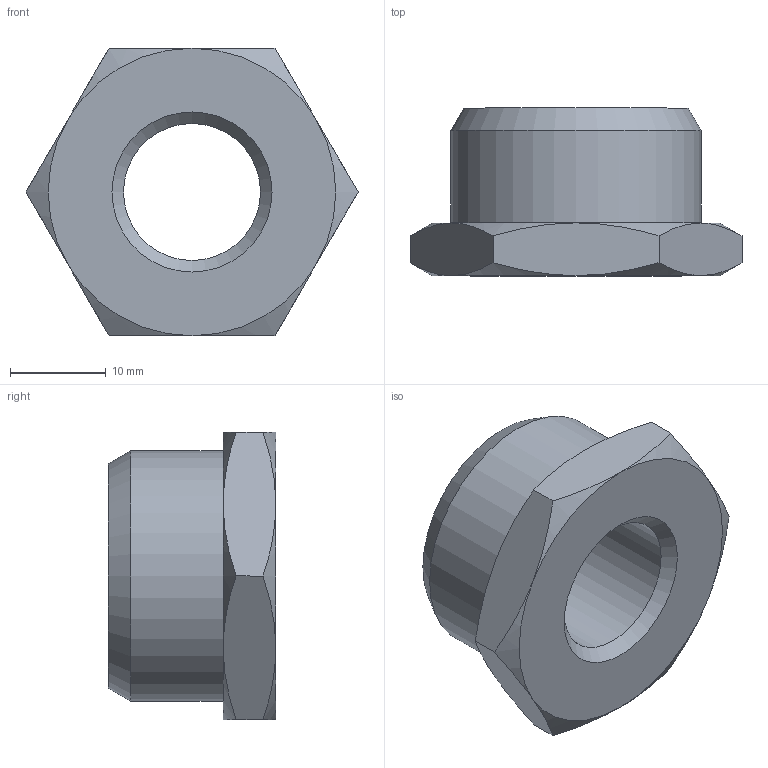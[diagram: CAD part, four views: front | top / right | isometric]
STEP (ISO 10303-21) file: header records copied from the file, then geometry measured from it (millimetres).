
FILE_DESCRIPTION (( 'STEP AP214' ), '1' );
FILE_NAME ('020900001AL00A.STEP', '2013-09-02T14:23:12', ( 'ST01' ), ( '' ), 'SwSTEP 2.0', 'SolidWorks 2012', '' );
FILE_SCHEMA (( 'AUTOMOTIVE_DESIGN' ));
Length unit declared in the file: millimetre
Products named in the file (1): 020900001AL00A
Bounding box: 34.64 x 17.5 x 30 mm (x, y, z)
Volume: 7644.5 mm3; surface area: 3360.1 mm2
Topology: 1 solids, 1 shells, 26 faces, 55 edges, 32 vertices
Faces by surface type: cone 15, plane 9, cylinder 2
Full cylindrical faces by diameter (mm): 14.3 x1, 26.1 x1
Entity records: 762 total; most frequent: CARTESIAN_POINT 227, ORIENTED_EDGE 98, DIRECTION 98, EDGE_CURVE 49, AXIS2_PLACEMENT_3D 46, EDGE_LOOP 34, VERTEX_POINT 31, FACE_OUTER_BOUND 28
